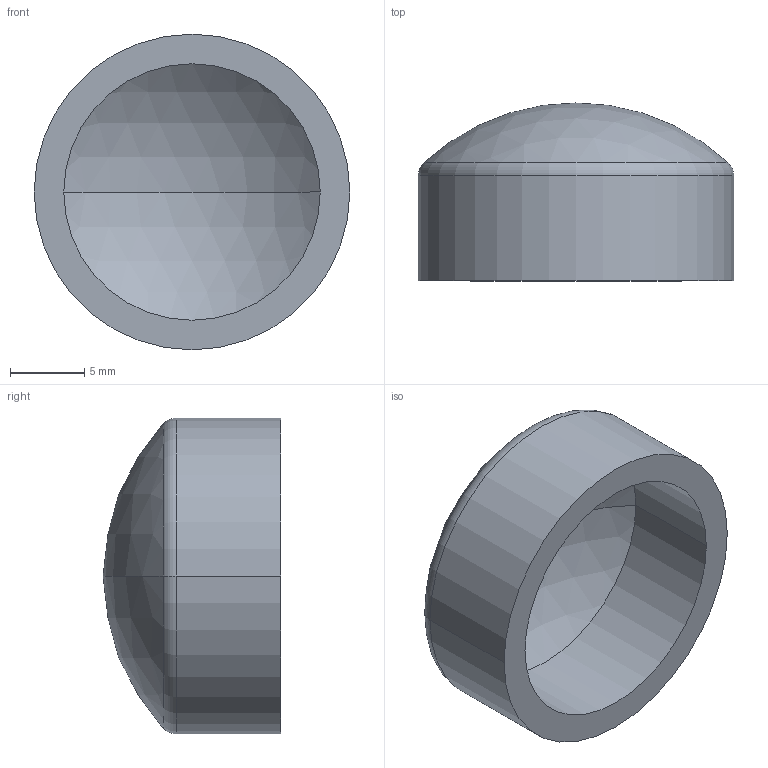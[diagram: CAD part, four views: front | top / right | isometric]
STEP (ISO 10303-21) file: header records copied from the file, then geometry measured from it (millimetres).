
FILE_DESCRIPTION (( 'STEP AP203' ), '1' );
FILE_NAME ('3D_R175_DN21.3x2_17336155.STEP', '2024-07-18T09:59:15', ( '' ), ( '' ), 'SwSTEP 2.0', 'SolidWorks 2024', '' );
FILE_SCHEMA (( 'CONFIG_CONTROL_DESIGN' ));
Length unit declared in the file: millimetre
Products named in the file (1): 3D_R175_DN21.3x2_17336155
Bounding box: 21.3 x 12 x 21.3 mm (x, y, z)
Volume: 1548 mm3; surface area: 1676.4 mm2
Topology: 1 solids, 1 shells, 11 faces, 20 edges, 12 vertices
Faces by surface type: sphere 4, cylinder 4, torus 2, plane 1
Entity records: 355 total; most frequent: DIRECTION 60, CARTESIAN_POINT 44, ORIENTED_EDGE 40, AXIS2_PLACEMENT_3D 28, EDGE_CURVE 20, CIRCLE 16, VERTEX_POINT 12, EDGE_LOOP 12
